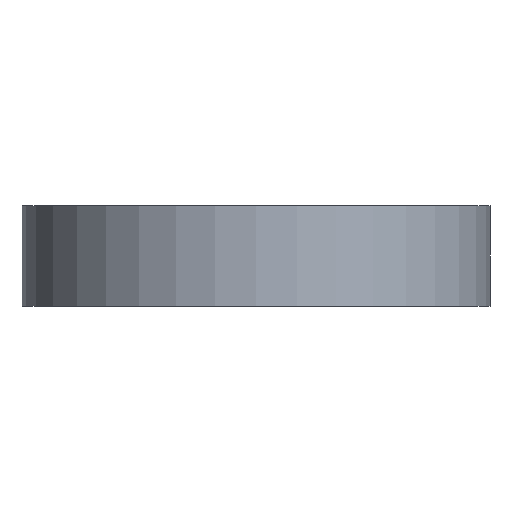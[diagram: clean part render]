
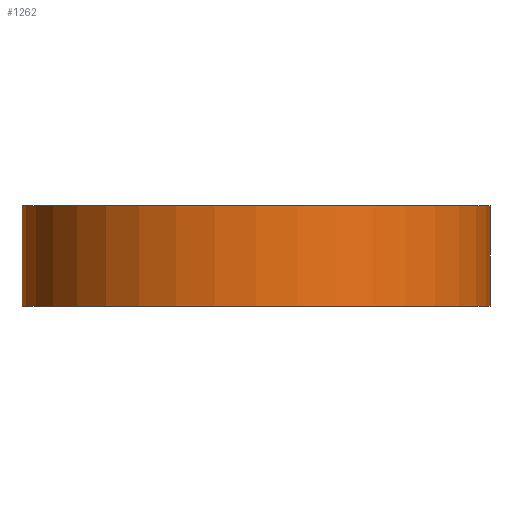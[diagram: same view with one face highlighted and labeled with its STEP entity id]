
A CAD part, front view. The second image highlights one B-rep face of the part: STEP entity #1262.
In plain terms, the highlighted cylindrical face has radius 51 mm (diameter 102 mm), a partial arc.
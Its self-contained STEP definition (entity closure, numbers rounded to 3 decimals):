
#56 = DIRECTION ( 'NONE',  ( 0., 0., -1. ) ) ;
#161 = CARTESIAN_POINT ( 'NONE',  ( 51., 0., -22. ) ) ;
#240 = AXIS2_PLACEMENT_3D ( 'NONE', #3090, #56, #3883 ) ;
#521 = DIRECTION ( 'NONE',  ( 0., 0., -1. ) ) ;
#613 = CIRCLE ( 'NONE', #240, 51. ) ;
#700 = DIRECTION ( 'NONE',  ( -1., 0., 0. ) ) ;
#756 = DIRECTION ( 'NONE',  ( 0., 0., 1. ) ) ;
#986 = CARTESIAN_POINT ( 'NONE',  ( 0., 0., -22. ) ) ;
#1105 = VERTEX_POINT ( 'NONE', #2275 ) ;
#1196 = AXIS2_PLACEMENT_3D ( 'NONE', #986, #521, #700 ) ;
#1262 = ADVANCED_FACE ( 'NONE', ( #3580 ), #3468, .T. ) ;
#1266 = DIRECTION ( 'NONE',  ( 0., 0., 1. ) ) ;
#1334 = LINE ( 'NONE', #3573, #2391 ) ;
#1407 = CARTESIAN_POINT ( 'NONE',  ( 51., 0., -22. ) ) ;
#1499 = EDGE_CURVE ( 'NONE', #3565, #1895, #1746, .T. ) ;
#1746 = LINE ( 'NONE', #161, #3520 ) ;
#1895 = VERTEX_POINT ( 'NONE', #3732 ) ;
#1910 = ORIENTED_EDGE ( 'NONE', *, *, #2149, .F. ) ;
#2149 = EDGE_CURVE ( 'NONE', #1105, #2340, #1334, .T. ) ;
#2245 = DIRECTION ( 'NONE',  ( 1., 0., 0. ) ) ;
#2275 = CARTESIAN_POINT ( 'NONE',  ( -51., 0., -22. ) ) ;
#2321 = CIRCLE ( 'NONE', #1196, 51. ) ;
#2340 = VERTEX_POINT ( 'NONE', #4248 ) ;
#2391 = VECTOR ( 'NONE', #756, 1000. ) ;
#2625 = DIRECTION ( 'NONE',  ( 0., 0., 1. ) ) ;
#3090 = CARTESIAN_POINT ( 'NONE',  ( 0., 0., 0. ) ) ;
#3107 = ORIENTED_EDGE ( 'NONE', *, *, #1499, .T. ) ;
#3468 = CYLINDRICAL_SURFACE ( 'NONE', #3806, 51. ) ;
#3520 = VECTOR ( 'NONE', #1266, 1000. ) ;
#3565 = VERTEX_POINT ( 'NONE', #1407 ) ;
#3573 = CARTESIAN_POINT ( 'NONE',  ( -51., 0., -22. ) ) ;
#3580 = FACE_OUTER_BOUND ( 'NONE', #3715, .T. ) ;
#3588 = EDGE_CURVE ( 'NONE', #3565, #1105, #2321, .T. ) ;
#3715 = EDGE_LOOP ( 'NONE', ( #1910, #4324, #3107, #3765 ) ) ;
#3722 = CARTESIAN_POINT ( 'NONE',  ( 0., 0., -22. ) ) ;
#3732 = CARTESIAN_POINT ( 'NONE',  ( 51., 0., 0. ) ) ;
#3765 = ORIENTED_EDGE ( 'NONE', *, *, #4242, .T. ) ;
#3806 = AXIS2_PLACEMENT_3D ( 'NONE', #3722, #2625, #2245 ) ;
#3883 = DIRECTION ( 'NONE',  ( -1., 0., 0. ) ) ;
#4242 = EDGE_CURVE ( 'NONE', #1895, #2340, #613, .T. ) ;
#4248 = CARTESIAN_POINT ( 'NONE',  ( -51., 0., 0. ) ) ;
#4324 = ORIENTED_EDGE ( 'NONE', *, *, #3588, .F. ) ;
